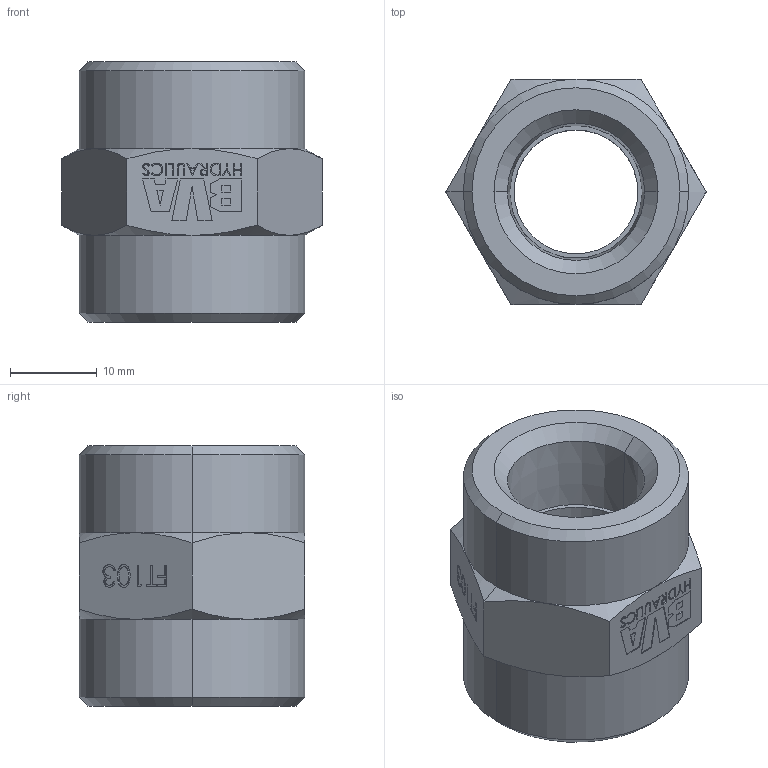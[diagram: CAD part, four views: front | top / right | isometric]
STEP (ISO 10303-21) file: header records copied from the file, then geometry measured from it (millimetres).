
FILE_DESCRIPTION (( 'STEP AP214' ), '1' );
FILE_NAME ('D0126.STEP', '2017-09-13T02:19:07', ( '' ), ( '' ), 'SwSTEP 2.0', 'SolidWorks 2017', '' );
FILE_SCHEMA (( 'AUTOMOTIVE_DESIGN' ));
Length unit declared in the file: millimetre
Products named in the file (1): D0126
Bounding box: 30.02 x 26 x 30 mm (x, y, z)
Volume: 10773.7 mm3; surface area: 4582 mm2
Topology: 1 solids, 1 shells, 373 faces, 972 edges, 640 vertices
Faces by surface type: plane 245, bspline 96, cone 26, cylinder 6
Entity records: 16716 total; most frequent: CARTESIAN_POINT 8146, ORIENTED_EDGE 1944, DIRECTION 1352, EDGE_CURVE 972, VECTOR 716, LINE 716, VERTEX_POINT 640, EDGE_LOOP 414
